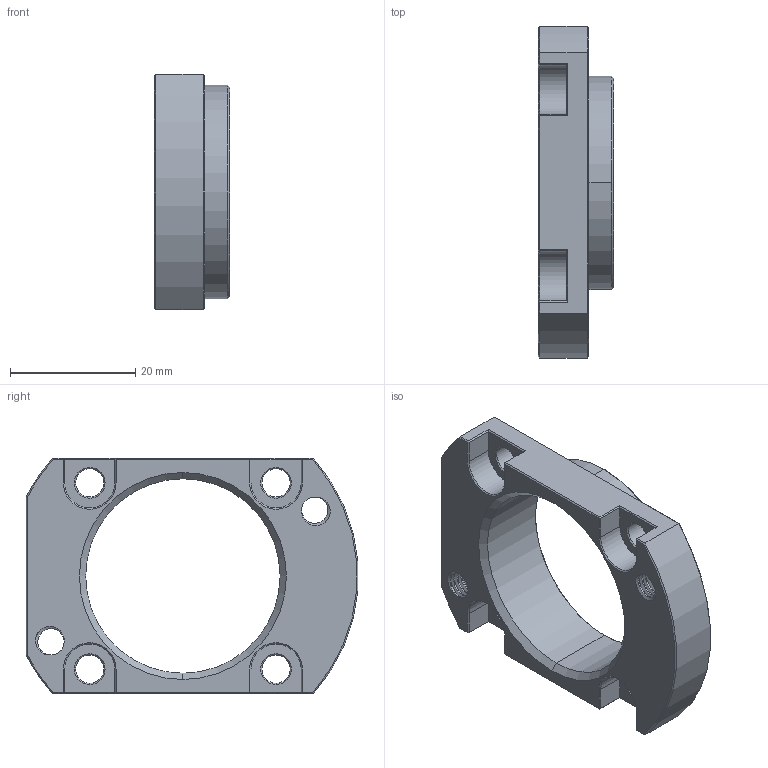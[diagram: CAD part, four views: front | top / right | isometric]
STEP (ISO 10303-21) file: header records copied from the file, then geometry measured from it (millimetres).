
FILE_DESCRIPTION (( 'STEP AP203' ), '1' );
FILE_NAME ('sl-31x34.STEP', '2025-11-18T04:57:48', ( '' ), ( '' ), 'SwSTEP 2.0', 'SolidWorks 2024', '' );
FILE_SCHEMA (( 'CONFIG_CONTROL_DESIGN' ));
Length unit declared in the file: millimetre
Products named in the file (1): sl-31x34
Bounding box: 12 x 52.91 x 37.5 mm (x, y, z)
Volume: 8017.3 mm3; surface area: 5642.1 mm2
Topology: 1 solids, 1 shells, 168 faces, 412 edges, 248 vertices
Faces by surface type: cylinder 65, plane 57, cone 36, bspline 6, torus 4
Entity records: 8193 total; most frequent: CARTESIAN_POINT 4421, ORIENTED_EDGE 824, DIRECTION 722, EDGE_CURVE 412, AXIS2_PLACEMENT_3D 259, VERTEX_POINT 248, VECTOR 204, LINE 204
